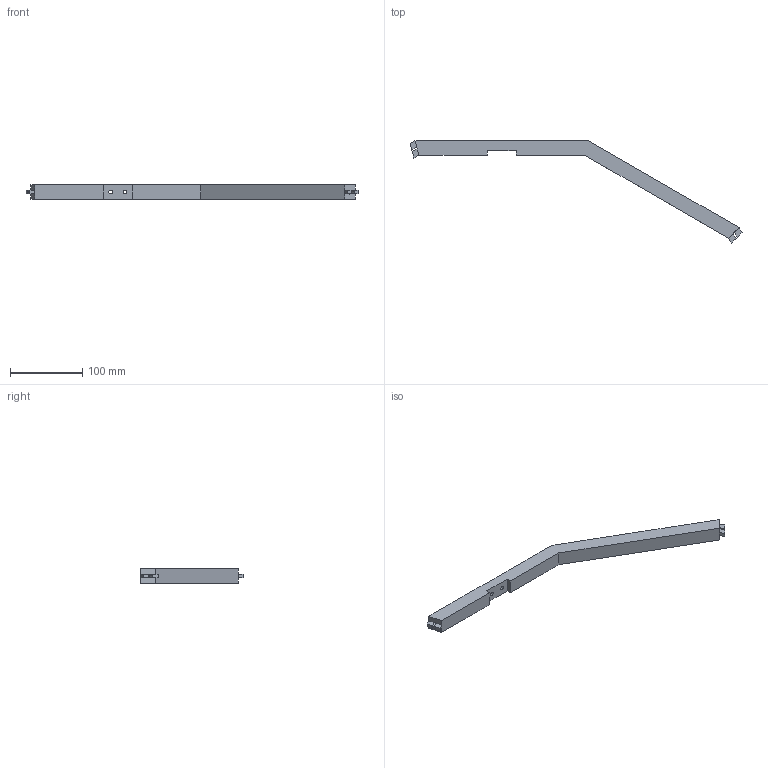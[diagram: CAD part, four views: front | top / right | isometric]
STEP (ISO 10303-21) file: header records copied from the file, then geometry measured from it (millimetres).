
FILE_DESCRIPTION(/* description */ (''),/* implementation_level */ '2;1');
FILE_NAME(/* name */ 'news hexagone1.step',/* time_stamp */ '2023-03-26T11:12:23+02:00',/* author */ (''),/* organization */ (''),/* preprocessor_version */ 'ST-DEVELOPER v19.2',/* originating_system */ 'Autodesk Translation Framework v11.17.0.187',/* authorisation */ '');
FILE_SCHEMA (('AUTOMOTIVE_DESIGN { 1 0 10303 214 3 1 1 }'));
Length unit declared in the file: millimetre
Products named in the file (1): imprimante v2
Bounding box: 460.39 x 142.09 x 20 mm (x, y, z)
Volume: 182126.4 mm3; surface area: 40318 mm2
Topology: 1 solids, 1 shells, 43 faces, 109 edges, 70 vertices
Faces by surface type: plane 35, cylinder 8
Full cylindrical faces by diameter (mm): 5.25 x2, 5.5 x2, 8.25 x2, 8.5 x2
Entity records: 1370 total; most frequent: CARTESIAN_POINT 223, DIRECTION 221, ORIENTED_EDGE 218, EDGE_CURVE 109, LINE 85, VECTOR 85, VERTEX_POINT 70, AXIS2_PLACEMENT_3D 68
